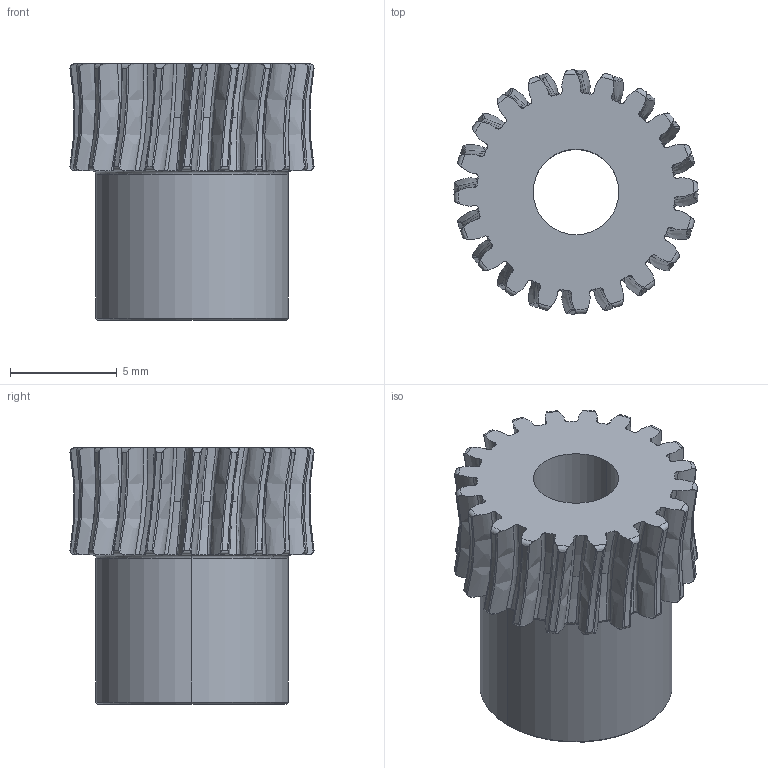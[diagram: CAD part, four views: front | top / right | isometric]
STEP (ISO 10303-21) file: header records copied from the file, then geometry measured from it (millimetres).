
FILE_DESCRIPTION (( 'STEP AP203' ), '1' );
FILE_NAME ('4037N112_Plastic Worm Gear.STEP', '2021-09-14T20:38:38', ( 'Administrator' ), ( 'Managed by Terraform' ), 'SwSTEP 2.0', 'SolidWorks 2017', '' );
FILE_SCHEMA (( 'CONFIG_CONTROL_DESIGN' ));
Length unit declared in the file: inch
Products named in the file (1): 4037N112_Plastic Worm Gear
Bounding box: 11.42 x 11.42 x 12 mm (x, y, z)
Volume: 690.1 mm3; surface area: 802.1 mm2
Topology: 1 solids, 1 shells, 257 faces, 761 edges, 506 vertices
Faces by surface type: bspline 142, torus 85, plane 22, cylinder 4, cone 4
Entity records: 17055 total; most frequent: CARTESIAN_POINT 11607, ORIENTED_EDGE 1522, EDGE_CURVE 761, B_SPLINE_CURVE_WITH_KNOTS 612, DIRECTION 520, VERTEX_POINT 506, EDGE_LOOP 259, ADVANCED_FACE 257
